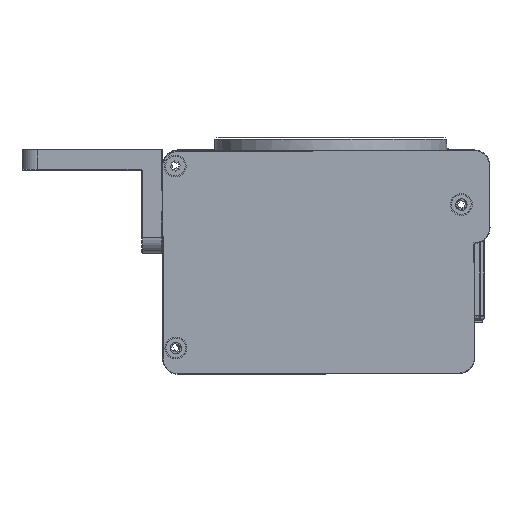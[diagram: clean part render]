
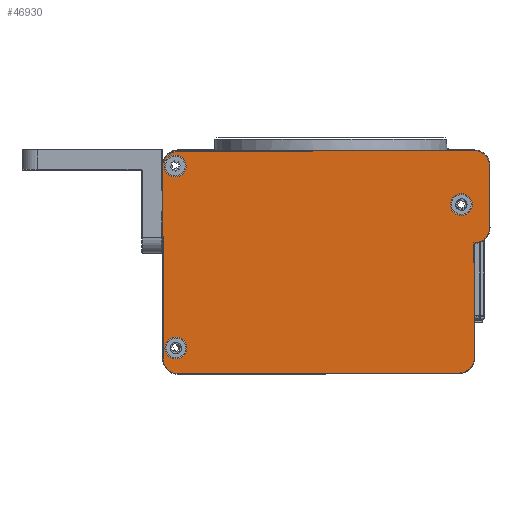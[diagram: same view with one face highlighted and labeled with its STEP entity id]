
A CAD part, front view. The second image highlights one B-rep face of the part: STEP entity #46930.
In plain terms, the highlighted planar face has unit normal (0, -1, 0).
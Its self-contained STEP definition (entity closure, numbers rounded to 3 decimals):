
#1161=FACE_BOUND('',#7183,.T.);
#1162=FACE_BOUND('',#7184,.T.);
#1163=FACE_BOUND('',#7185,.T.);
#2720=PLANE('',#50074);
#4834=FACE_OUTER_BOUND('',#7182,.T.);
#7182=EDGE_LOOP('',(#43360,#43361,#43362,#43363,#43364,#43365,#43366,#43367,
#43368,#43369));
#7183=EDGE_LOOP('',(#43370));
#7184=EDGE_LOOP('',(#43371));
#7185=EDGE_LOOP('',(#43372));
#8278=CIRCLE('',#50075,2.9);
#8279=CIRCLE('',#50076,2.9);
#8280=CIRCLE('',#50077,2.9);
#8281=CIRCLE('',#50078,2.9);
#8282=CIRCLE('',#50079,2.9);
#8283=CIRCLE('',#50080,2.1);
#8284=CIRCLE('',#50081,2.1);
#8285=CIRCLE('',#50082,2.1);
#13503=LINE('',#78351,#19332);
#13504=LINE('',#78355,#19333);
#13505=LINE('',#78359,#19334);
#13506=LINE('',#78363,#19335);
#13507=LINE('',#78366,#19336);
#19332=VECTOR('',#61137,12.);
#19333=VECTOR('',#61140,57.);
#19334=VECTOR('',#61143,37.);
#19335=VECTOR('',#61146,54.);
#19336=VECTOR('',#61149,22.102);
#24261=VERTEX_POINT('',#78347);
#24262=VERTEX_POINT('',#78348);
#24263=VERTEX_POINT('',#78350);
#24264=VERTEX_POINT('',#78352);
#24265=VERTEX_POINT('',#78354);
#24266=VERTEX_POINT('',#78356);
#24267=VERTEX_POINT('',#78358);
#24268=VERTEX_POINT('',#78360);
#24269=VERTEX_POINT('',#78362);
#24270=VERTEX_POINT('',#78364);
#24271=VERTEX_POINT('',#78367);
#24272=VERTEX_POINT('',#78369);
#24273=VERTEX_POINT('',#78371);
#31241=EDGE_CURVE('',#24261,#24262,#8278,.T.);
#31242=EDGE_CURVE('',#24262,#24263,#13503,.T.);
#31243=EDGE_CURVE('',#24263,#24264,#8279,.T.);
#31244=EDGE_CURVE('',#24264,#24265,#13504,.T.);
#31245=EDGE_CURVE('',#24265,#24266,#8280,.T.);
#31246=EDGE_CURVE('',#24266,#24267,#13505,.T.);
#31247=EDGE_CURVE('',#24267,#24268,#8281,.T.);
#31248=EDGE_CURVE('',#24268,#24269,#13506,.T.);
#31249=EDGE_CURVE('',#24269,#24270,#8282,.T.);
#31250=EDGE_CURVE('',#24270,#24261,#13507,.T.);
#31251=EDGE_CURVE('',#24271,#24271,#8283,.T.);
#31252=EDGE_CURVE('',#24272,#24272,#8284,.T.);
#31253=EDGE_CURVE('',#24273,#24273,#8285,.T.);
#43360=ORIENTED_EDGE('',*,*,#31241,.T.);
#43361=ORIENTED_EDGE('',*,*,#31242,.T.);
#43362=ORIENTED_EDGE('',*,*,#31243,.T.);
#43363=ORIENTED_EDGE('',*,*,#31244,.T.);
#43364=ORIENTED_EDGE('',*,*,#31245,.T.);
#43365=ORIENTED_EDGE('',*,*,#31246,.T.);
#43366=ORIENTED_EDGE('',*,*,#31247,.T.);
#43367=ORIENTED_EDGE('',*,*,#31248,.T.);
#43368=ORIENTED_EDGE('',*,*,#31249,.T.);
#43369=ORIENTED_EDGE('',*,*,#31250,.T.);
#43370=ORIENTED_EDGE('',*,*,#31251,.F.);
#43371=ORIENTED_EDGE('',*,*,#31252,.F.);
#43372=ORIENTED_EDGE('',*,*,#31253,.F.);
#46930=ADVANCED_FACE('',(#4834,#1161,#1162,#1163),#2720,.F.);
#50074=AXIS2_PLACEMENT_3D('',#78346,#61133,#61134);
#50075=AXIS2_PLACEMENT_3D('',#78349,#61135,#61136);
#50076=AXIS2_PLACEMENT_3D('',#78353,#61138,#61139);
#50077=AXIS2_PLACEMENT_3D('',#78357,#61141,#61142);
#50078=AXIS2_PLACEMENT_3D('',#78361,#61144,#61145);
#50079=AXIS2_PLACEMENT_3D('',#78365,#61147,#61148);
#50080=AXIS2_PLACEMENT_3D('',#78368,#61150,#61151);
#50081=AXIS2_PLACEMENT_3D('',#78370,#61152,#61153);
#50082=AXIS2_PLACEMENT_3D('',#78372,#61154,#61155);
#61133=DIRECTION('center_axis',(0.,1.,0.));
#61134=DIRECTION('ref_axis',(-1.,0.,-0.003));
#61135=DIRECTION('center_axis',(0.,-1.,0.));
#61136=DIRECTION('ref_axis',(0.709,0.,-0.705));
#61137=DIRECTION('',(-0.003,0.,1.));
#61138=DIRECTION('center_axis',(0.,-1.,0.));
#61139=DIRECTION('ref_axis',(0.705,0.,0.709));
#61140=DIRECTION('',(-1.,0.,-0.003));
#61141=DIRECTION('center_axis',(0.,-1.,0.));
#61142=DIRECTION('ref_axis',(-0.709,0.,0.705));
#61143=DIRECTION('',(0.003,0.,-1.));
#61144=DIRECTION('center_axis',(0.,-1.,0.));
#61145=DIRECTION('ref_axis',(-0.705,0.,-0.709));
#61146=DIRECTION('',(1.,0.,0.003));
#61147=DIRECTION('center_axis',(0.,-1.,0.));
#61148=DIRECTION('ref_axis',(0.709,0.,-0.705));
#61149=DIRECTION('',(-0.003,0.,1.));
#61150=DIRECTION('center_axis',(0.,-1.,0.));
#61151=DIRECTION('ref_axis',(-1.,0.,-0.003));
#61152=DIRECTION('center_axis',(0.,-1.,0.));
#61153=DIRECTION('ref_axis',(-1.,0.,-0.003));
#61154=DIRECTION('center_axis',(0.,-1.,0.));
#61155=DIRECTION('ref_axis',(-1.,0.,-0.003));
#78346=CARTESIAN_POINT('Origin',(-0.063,-52.,20.307));
#78347=CARTESIAN_POINT('',(29.825,-52.,24.01));
#78348=CARTESIAN_POINT('',(32.815,-52.,26.918));
#78349=CARTESIAN_POINT('Origin',(29.915,-52.,26.908));
#78350=CARTESIAN_POINT('',(32.775,-52.,38.918));
#78351=CARTESIAN_POINT('',(32.831,-52.,22.168));
#78352=CARTESIAN_POINT('',(29.865,-52.,41.808));
#78353=CARTESIAN_POINT('Origin',(29.875,-52.,38.908));
#78354=CARTESIAN_POINT('',(-27.135,-52.,41.616));
#78355=CARTESIAN_POINT('',(-15.135,-52.,41.657));
#78356=CARTESIAN_POINT('',(-30.025,-52.,38.707));
#78357=CARTESIAN_POINT('Origin',(-27.125,-52.,38.716));
#78358=CARTESIAN_POINT('',(-29.9,-52.,1.707));
#78359=CARTESIAN_POINT('',(-29.926,-52.,9.457));
#78360=CARTESIAN_POINT('',(-26.991,-52.,-1.183));
#78361=CARTESIAN_POINT('Origin',(-27.,-52.,1.717));
#78362=CARTESIAN_POINT('',(27.009,-52.,-1.002));
#78363=CARTESIAN_POINT('',(15.009,-52.,-1.042));
#78364=CARTESIAN_POINT('',(29.899,-52.,1.908));
#78365=CARTESIAN_POINT('Origin',(26.999,-52.,1.898));
#78366=CARTESIAN_POINT('',(29.801,-52.,31.158));
#78367=CARTESIAN_POINT('',(-29.607,-52.,3.808));
#78368=CARTESIAN_POINT('Origin',(-27.507,-52.,3.815));
#78369=CARTESIAN_POINT('',(25.3,-52.,31.393));
#78370=CARTESIAN_POINT('Origin',(27.4,-52.,31.4));
#78371=CARTESIAN_POINT('',(-29.725,-52.,38.808));
#78372=CARTESIAN_POINT('Origin',(-27.625,-52.,38.815));
